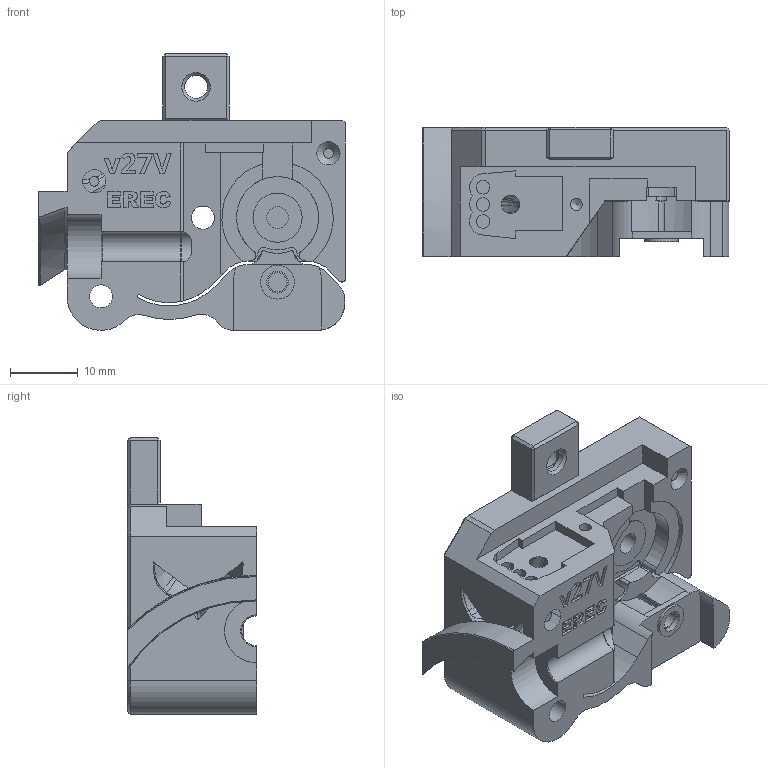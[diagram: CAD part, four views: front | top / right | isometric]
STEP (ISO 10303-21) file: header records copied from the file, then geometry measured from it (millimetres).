
FILE_DESCRIPTION(('FreeCAD Model'),'2;1');
FILE_NAME('Open CASCADE Shape Model','2025-03-05T14:01:22',( 'Theophile Boue'),('Uboe'),'Open CASCADE STEP processor 7.7', 'FreeCAD','Unknown');
FILE_SCHEMA(('AUTOMOTIVE_DESIGN { 1 0 10303 214 1 1 1 1 }'));
Length unit declared in the file: millimetre
Products named in the file (1): Encoder_Left001remixed
Bounding box: 45.2 x 19 x 40.75 mm (x, y, z)
Volume: 16250.5 mm3; surface area: 7764 mm2
Topology: 1 solids, 1 shells, 462 faces, 1217 edges, 772 vertices
Faces by surface type: plane 226, bspline 143, cylinder 63, cone 27, torus 3
Full cylindrical faces by diameter (mm): 1.75 x1, 2 x3, 2.8 x2, 3 x1, 3.2 x3, 3.4 x3, 4.7 x1, 5 x1, 6 x3, 7.25 x1
Entity records: 20120 total; most frequent: CARTESIAN_POINT 6227, ORIENTED_EDGE 2432, DIRECTION 1830, EDGE_CURVE 1216, VERTEX_POINT 772, LINE 720, VECTOR 720, AXIS2_PLACEMENT_3D 555
